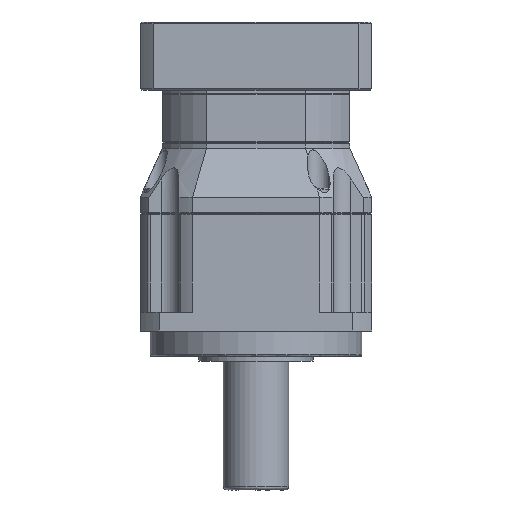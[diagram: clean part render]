
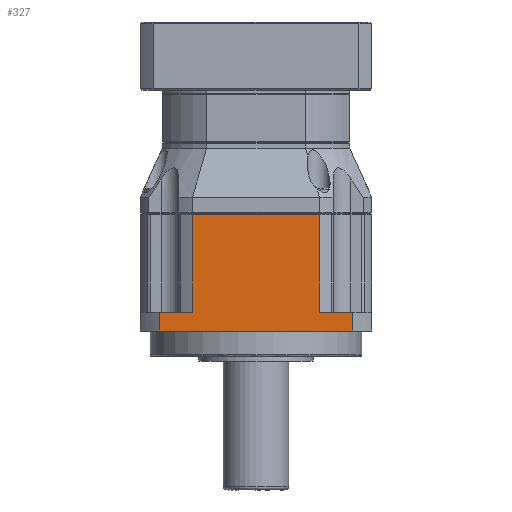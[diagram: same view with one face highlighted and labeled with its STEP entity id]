
A CAD part, front view. The second image highlights one B-rep face of the part: STEP entity #327.
In plain terms, the highlighted planar face has unit normal (0, -1, 0).
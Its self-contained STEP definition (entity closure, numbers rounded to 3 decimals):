
#327 = ADVANCED_FACE ( 'NONE', ( #2455 ), #19259, .T. ) ;
#1689 = VECTOR ( 'NONE', #1953, 1000. ) ;
#1953 = DIRECTION ( 'NONE',  ( -1., 0., 0. ) ) ;
#1988 = EDGE_CURVE ( 'NONE', #25246, #24135, #21429, .T. ) ;
#2112 = ORIENTED_EDGE ( 'NONE', *, *, #10330, .F. ) ;
#2173 = DIRECTION ( 'NONE',  ( 0., 0., -1. ) ) ;
#2455 = FACE_OUTER_BOUND ( 'NONE', #11405, .T. ) ;
#2683 = EDGE_CURVE ( 'NONE', #11748, #5586, #11782, .T. ) ;
#3180 = VERTEX_POINT ( 'NONE', #24250 ) ;
#4229 = VECTOR ( 'NONE', #19623, 1000. ) ;
#4719 = DIRECTION ( 'NONE',  ( 1., 0., 0. ) ) ;
#4799 = CARTESIAN_POINT ( 'NONE',  ( -71., -71., -33. ) ) ;
#5079 = VERTEX_POINT ( 'NONE', #12892 ) ;
#5586 = VERTEX_POINT ( 'NONE', #25150 ) ;
#6078 = CARTESIAN_POINT ( 'NONE',  ( -71., -71., -21.5 ) ) ;
#6223 = EDGE_CURVE ( 'NONE', #5079, #11748, #20951, .T. ) ;
#6295 = VECTOR ( 'NONE', #6709, 1000. ) ;
#6523 = ORIENTED_EDGE ( 'NONE', *, *, #21517, .T. ) ;
#6709 = DIRECTION ( 'NONE',  ( -1., 0., 0. ) ) ;
#6910 = DIRECTION ( 'NONE',  ( 0., 0., -1. ) ) ;
#7136 = VECTOR ( 'NONE', #24722, 1000. ) ;
#7952 = LINE ( 'NONE', #14926, #17847 ) ;
#8411 = VERTEX_POINT ( 'NONE', #24968 ) ;
#9499 = LINE ( 'NONE', #25428, #4229 ) ;
#10330 = EDGE_CURVE ( 'NONE', #3180, #25525, #13968, .T. ) ;
#11292 = CARTESIAN_POINT ( 'NONE',  ( -38.987, -71., -21.5 ) ) ;
#11405 = EDGE_LOOP ( 'NONE', ( #6523, #2112, #18156, #19813, #12597, #22656, #11860, #16954 ) ) ;
#11478 = EDGE_CURVE ( 'NONE', #8411, #3180, #7952, .T. ) ;
#11748 = VERTEX_POINT ( 'NONE', #23864 ) ;
#11782 = LINE ( 'NONE', #22916, #7136 ) ;
#11860 = ORIENTED_EDGE ( 'NONE', *, *, #6223, .T. ) ;
#11918 = CARTESIAN_POINT ( 'NONE',  ( -59.29, -71., -21.5 ) ) ;
#12597 = ORIENTED_EDGE ( 'NONE', *, *, #1988, .T. ) ;
#12892 = CARTESIAN_POINT ( 'NONE',  ( -59.29, -71., -33. ) ) ;
#13194 = LINE ( 'NONE', #16830, #18441 ) ;
#13806 = CARTESIAN_POINT ( 'NONE',  ( -71., -71., -21.5 ) ) ;
#13968 = LINE ( 'NONE', #20715, #19220 ) ;
#14812 = AXIS2_PLACEMENT_3D ( 'NONE', #18946, #18941, #18876 ) ;
#14926 = CARTESIAN_POINT ( 'NONE',  ( -35.5, -71., 38.5 ) ) ;
#14979 = EDGE_CURVE ( 'NONE', #8411, #25246, #13194, .T. ) ;
#15779 = VECTOR ( 'NONE', #4719, 1000. ) ;
#16830 = CARTESIAN_POINT ( 'NONE',  ( -38.987, -71., 30.5 ) ) ;
#16895 = DIRECTION ( 'NONE',  ( 1., 0., 0. ) ) ;
#16954 = ORIENTED_EDGE ( 'NONE', *, *, #2683, .T. ) ;
#17847 = VECTOR ( 'NONE', #16895, 1000. ) ;
#18156 = ORIENTED_EDGE ( 'NONE', *, *, #11478, .F. ) ;
#18441 = VECTOR ( 'NONE', #2173, 1000. ) ;
#18876 = DIRECTION ( 'NONE',  ( 1., 0., 0. ) ) ;
#18941 = DIRECTION ( 'NONE',  ( 0., -1., 0. ) ) ;
#18946 = CARTESIAN_POINT ( 'NONE',  ( -71., -71., 30.5 ) ) ;
#19220 = VECTOR ( 'NONE', #6910, 1000. ) ;
#19259 = PLANE ( 'NONE',  #14812 ) ;
#19623 = DIRECTION ( 'NONE',  ( 0., 0., -1. ) ) ;
#19813 = ORIENTED_EDGE ( 'NONE', *, *, #14979, .T. ) ;
#20008 = CARTESIAN_POINT ( 'NONE',  ( 38.987, -71., -21.5 ) ) ;
#20715 = CARTESIAN_POINT ( 'NONE',  ( 38.987, -71., 39. ) ) ;
#20951 = LINE ( 'NONE', #4799, #15779 ) ;
#21429 = LINE ( 'NONE', #6078, #6295 ) ;
#21517 = EDGE_CURVE ( 'NONE', #5586, #25525, #25465, .T. ) ;
#22656 = ORIENTED_EDGE ( 'NONE', *, *, #25359, .T. ) ;
#22916 = CARTESIAN_POINT ( 'NONE',  ( 59.29, -71., 30.5 ) ) ;
#23864 = CARTESIAN_POINT ( 'NONE',  ( 59.29, -71., -33. ) ) ;
#24135 = VERTEX_POINT ( 'NONE', #11918 ) ;
#24250 = CARTESIAN_POINT ( 'NONE',  ( 38.987, -71., 38.5 ) ) ;
#24722 = DIRECTION ( 'NONE',  ( 0., 0., 1. ) ) ;
#24968 = CARTESIAN_POINT ( 'NONE',  ( -38.987, -71., 38.5 ) ) ;
#25150 = CARTESIAN_POINT ( 'NONE',  ( 59.29, -71., -21.5 ) ) ;
#25246 = VERTEX_POINT ( 'NONE', #11292 ) ;
#25359 = EDGE_CURVE ( 'NONE', #24135, #5079, #9499, .T. ) ;
#25428 = CARTESIAN_POINT ( 'NONE',  ( -59.29, -71., 30.5 ) ) ;
#25465 = LINE ( 'NONE', #13806, #1689 ) ;
#25525 = VERTEX_POINT ( 'NONE', #20008 ) ;
